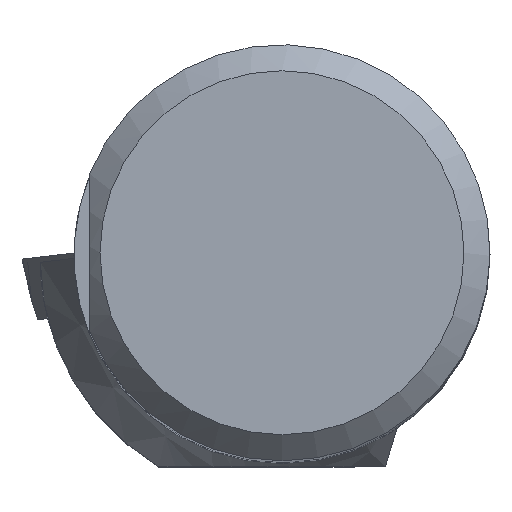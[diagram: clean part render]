
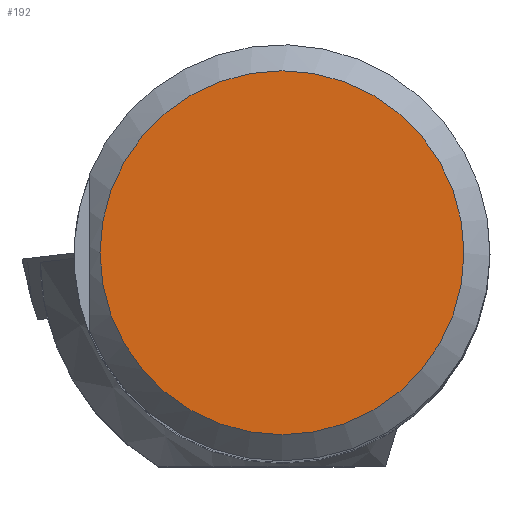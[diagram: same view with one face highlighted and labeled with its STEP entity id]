
A CAD part, top view. The second image highlights one B-rep face of the part: STEP entity #192.
In plain terms, the highlighted planar face has unit normal (0, 0, 1).
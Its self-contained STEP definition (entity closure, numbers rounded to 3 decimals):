
#163=PLANE('',#862);
#192=ADVANCED_FACE('',(#237),#163,.T.);
#237=FACE_OUTER_BOUND('',#274,.T.);
#274=EDGE_LOOP('',(#500));
#322=CIRCLE('',#851,7.);
#500=ORIENTED_EDGE('',*,*,#710,.F.);
#635=VERTEX_POINT('',#1352);
#710=EDGE_CURVE('',#635,#635,#322,.T.);
#851=AXIS2_PLACEMENT_3D('',#1351,#990,#991);
#862=AXIS2_PLACEMENT_3D('',#1379,#1012,#1013);
#990=DIRECTION('',(0.,0.,-1.));
#991=DIRECTION('',(0.,-1.,0.));
#1012=DIRECTION('',(0.,0.,1.));
#1013=DIRECTION('',(0.,1.,0.));
#1351=CARTESIAN_POINT('',(0.,0.,0.));
#1352=CARTESIAN_POINT('',(0.,-7.,0.));
#1379=CARTESIAN_POINT('',(7.,0.,0.));
